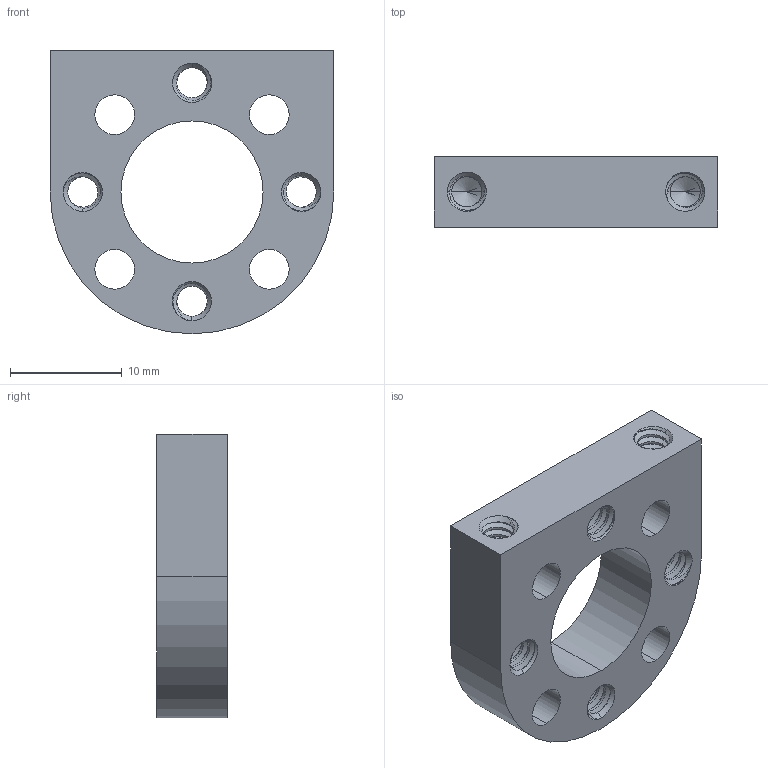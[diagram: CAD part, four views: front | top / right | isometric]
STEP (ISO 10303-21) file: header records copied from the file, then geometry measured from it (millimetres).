
FILE_DESCRIPTION (( 'STEP AP203' ), '1' );
FILE_NAME ('545412.STEP', '2017-06-30T19:44:58', ( '' ), ( '' ), 'SwSTEP 2.0', 'SolidWorks 2016', '' );
FILE_SCHEMA (( 'CONFIG_CONTROL_DESIGN' ));
Length unit declared in the file: inch
Products named in the file (1): 545412
Bounding box: 25.4 x 6.35 x 25.4 mm (x, y, z)
Volume: 2344.1 mm3; surface area: 2357.7 mm2
Topology: 1 solids, 1 shells, 237 faces, 675 edges, 438 vertices
Faces by surface type: cylinder 182, cone 38, bspline 12, plane 5
Entity records: 15112 total; most frequent: CARTESIAN_POINT 9899, ORIENTED_EDGE 1342, DIRECTION 839, EDGE_CURVE 671, VERTEX_POINT 438, AXIS2_PLACEMENT_3D 316, EDGE_LOOP 257, FACE_OUTER_BOUND 237
